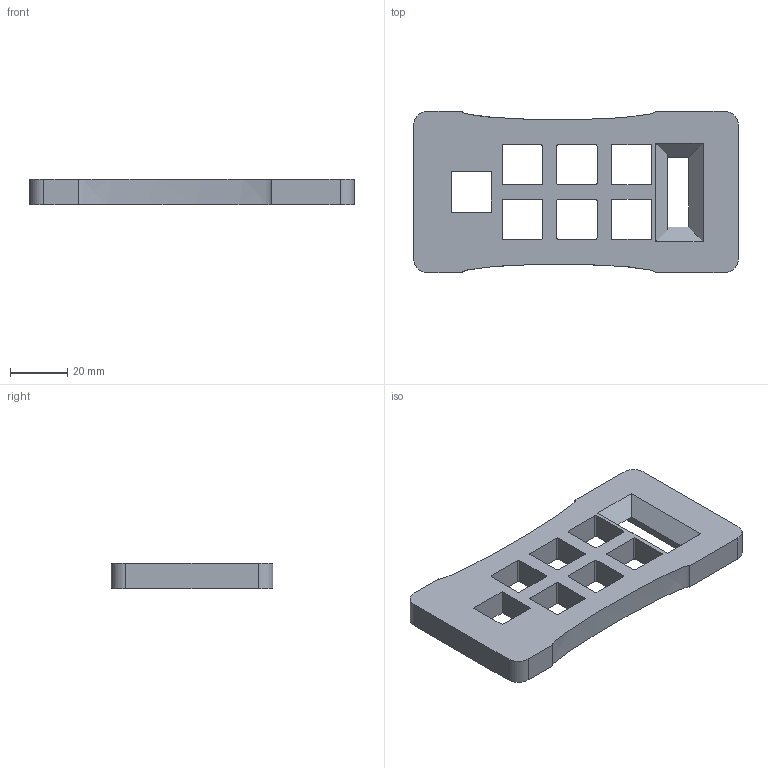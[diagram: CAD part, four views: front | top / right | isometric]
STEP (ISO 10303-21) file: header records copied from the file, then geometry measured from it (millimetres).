
FILE_DESCRIPTION(/* description */ (''),/* implementation_level */ '2;1');
FILE_NAME(/* name */ 'Top.step',/* time_stamp */ '2026-02-12T13:09:38+01:00',/* author */ (''),/* organization */ (''),/* preprocessor_version */ 'ST-DEVELOPER v20.1',/* originating_system */ 'Autodesk Translation Framework v14.24.0.0',/* authorisation */ '');
FILE_SCHEMA (('AUTOMOTIVE_DESIGN { 1 0 10303 214 3 1 1 }'));
Length unit declared in the file: millimetre
Products named in the file (1): Top
Bounding box: 113.4 x 56.4 x 9 mm (x, y, z)
Volume: 38146.1 mm3; surface area: 16339.6 mm2
Topology: 1 solids, 1 shells, 84 faces, 231 edges, 154 vertices
Faces by surface type: plane 50, cylinder 32, bspline 2
Full cylindrical faces by diameter (mm): 5.4 x4
Entity records: 2781 total; most frequent: CARTESIAN_POINT 492, DIRECTION 465, ORIENTED_EDGE 462, EDGE_CURVE 231, LINE 163, VECTOR 163, VERTEX_POINT 154, AXIS2_PLACEMENT_3D 151
